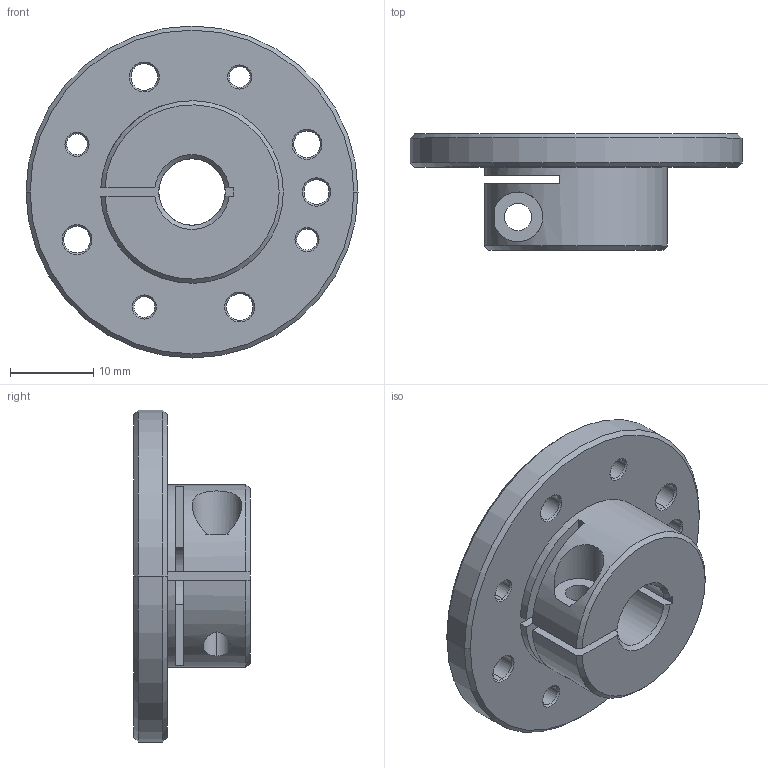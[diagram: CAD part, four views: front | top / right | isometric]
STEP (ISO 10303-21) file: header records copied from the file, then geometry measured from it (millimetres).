
FILE_DESCRIPTION((''),'2;1');
FILE_NAME('2204133400','2021-01-20T17:07:40',('1033'),(''),'CREO PARAMETRIC BY PTC INC, 2017260','CREO PARAMETRIC BY PTC INC, 2017260','');
FILE_SCHEMA(('CONFIG_CONTROL_DESIGN'));
Length unit declared in the file: millimetre
Products named in the file (1): 2204133400
Bounding box: 40 x 14 x 40 mm (x, y, z)
Volume: 7431.8 mm3; surface area: 4539.3 mm2
Topology: 1 solids, 1 shells, 91 faces, 222 edges, 134 vertices
Faces by surface type: cone 45, cylinder 28, plane 18
Entity records: 2824 total; most frequent: CARTESIAN_POINT 533, DIRECTION 505, ORIENTED_EDGE 444, EDGE_CURVE 222, AXIS2_PLACEMENT_3D 201, VERTEX_POINT 134, EDGE_LOOP 116, CIRCLE 110
